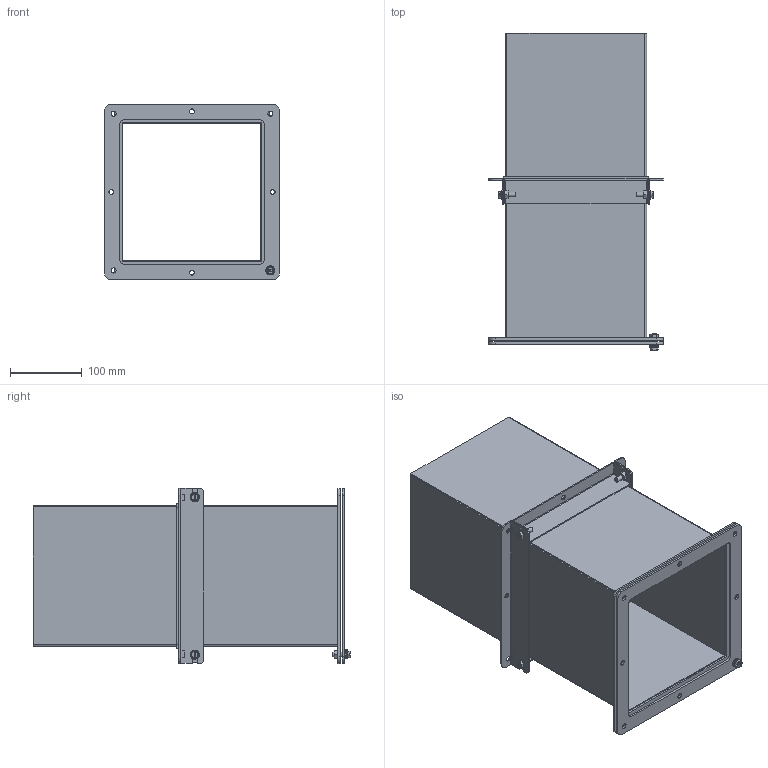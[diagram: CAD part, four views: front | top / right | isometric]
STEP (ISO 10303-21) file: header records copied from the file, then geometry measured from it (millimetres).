
FILE_DESCRIPTION (( 'STEP AP203' ), '1' );
FILE_NAME ('1487EXSS.step', '2020-11-17T21:16:51', ( 'ADC123' ), ( 'Microsoft' ), 'SwSTEP 2.0', 'SolidWorks 2019', '' );
FILE_SCHEMA (( 'CONFIG_CONTROL_DESIGN' ));
Length unit declared in the file: inch
Products named in the file (1): 1487EXSS
Bounding box: 244.47 x 443.12 x 244.59 mm (x, y, z)
Volume: 897733 mm3; surface area: 904860.7 mm2
Topology: 23 solids, 23 shells, 483 faces, 1241 edges, 806 vertices
Faces by surface type: plane 309, cylinder 134, bspline 40
Full cylindrical faces by diameter (mm): 4.976 x5, 6.35 x5, 6.553 x1, 7.137 x28, 12.7 x5
Entity records: 15284 total; most frequent: CARTESIAN_POINT 3865, ORIENTED_EDGE 2394, DIRECTION 2135, EDGE_CURVE 1197, LINE 815, VECTOR 815, VERTEX_POINT 806, AXIS2_PLACEMENT_3D 660
